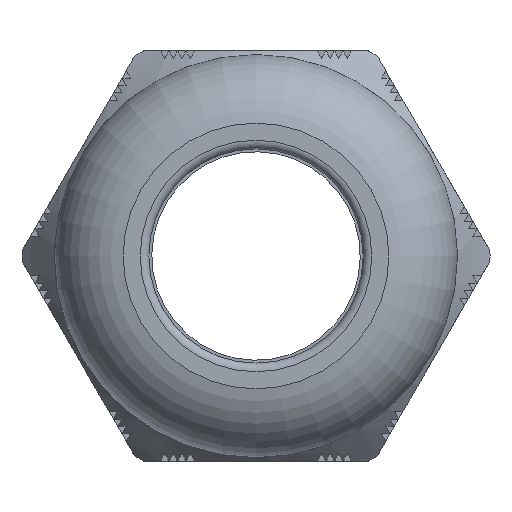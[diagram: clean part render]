
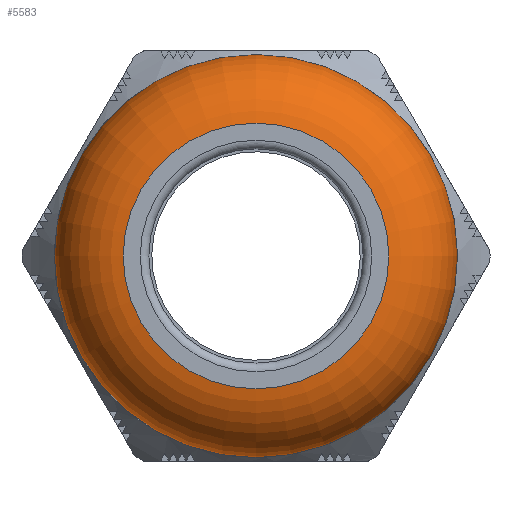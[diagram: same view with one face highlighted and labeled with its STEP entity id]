
A CAD part, left-side view. The second image highlights one B-rep face of the part: STEP entity #5583.
In plain terms, the highlighted toroidal (fillet/blend) face has major radius 7.108 mm and minor radius 4.677 mm.
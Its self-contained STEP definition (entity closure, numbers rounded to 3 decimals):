
#168=TOROIDAL_SURFACE('',#6071,7.108,4.677);
#199=FACE_BOUND('',#1939,.T.);
#1612=FACE_OUTER_BOUND('',#1938,.T.);
#1938=EDGE_LOOP('',(#5259));
#1939=EDGE_LOOP('',(#5260));
#2114=CIRCLE('',#5901,7.77);
#2144=CIRCLE('',#6072,11.785);
#2510=VERTEX_POINT('',#16476);
#2788=VERTEX_POINT('',#19114);
#3199=EDGE_CURVE('',#2510,#2510,#2114,.T.);
#3614=EDGE_CURVE('',#2788,#2788,#2144,.T.);
#5259=ORIENTED_EDGE('',*,*,#3614,.F.);
#5260=ORIENTED_EDGE('',*,*,#3199,.T.);
#5583=ADVANCED_FACE('',(#1612,#199),#168,.T.);
#5901=AXIS2_PLACEMENT_3D('',#16477,#6875,#6876);
#6071=AXIS2_PLACEMENT_3D('',#19113,#7464,#7465);
#6072=AXIS2_PLACEMENT_3D('',#19115,#7466,#7467);
#6875=DIRECTION('center_axis',(1.,0.,0.));
#6876=DIRECTION('ref_axis',(0.,0.,-1.));
#7464=DIRECTION('center_axis',(1.,0.,0.));
#7465=DIRECTION('ref_axis',(0.,0.,-1.));
#7466=DIRECTION('center_axis',(1.,0.,0.));
#7467=DIRECTION('ref_axis',(0.,0.,-1.));
#16476=CARTESIAN_POINT('',(-18.13,7.77,0.));
#16477=CARTESIAN_POINT('Origin',(-18.13,0.,0.));
#19113=CARTESIAN_POINT('Origin',(-13.5,0.,0.));
#19114=CARTESIAN_POINT('',(-13.5,11.785,0.));
#19115=CARTESIAN_POINT('Origin',(-13.5,0.,0.));
